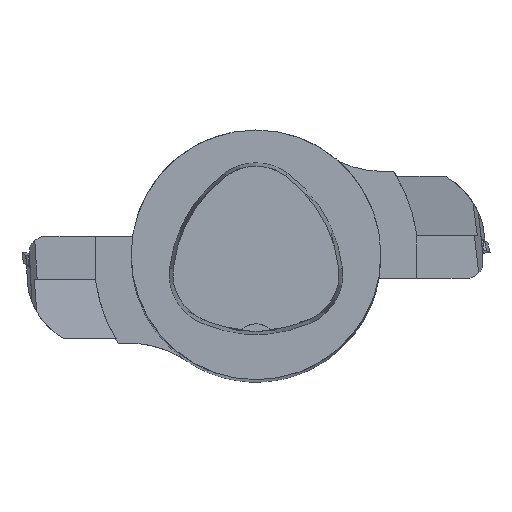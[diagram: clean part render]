
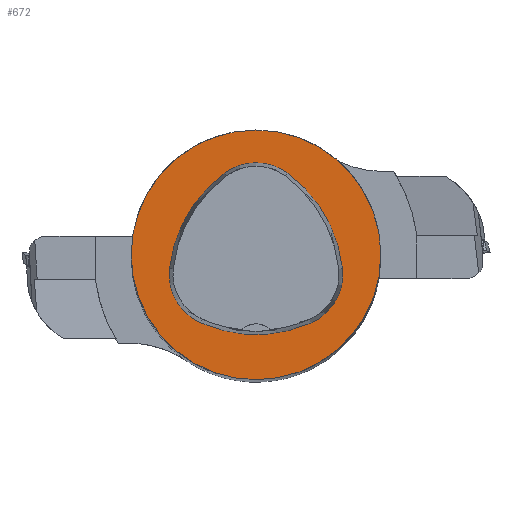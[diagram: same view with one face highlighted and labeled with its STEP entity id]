
A CAD part, top view. The second image highlights one B-rep face of the part: STEP entity #672.
In plain terms, the highlighted planar face has unit normal (0, 0, 1).
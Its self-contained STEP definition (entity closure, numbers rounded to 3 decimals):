
#350=FACE_BOUND('',#1298,.T.);
#351=FACE_BOUND('',#1299,.T.);
#438=CIRCLE('',#4831,40.);
#439=CIRCLE('',#4837,44.);
#441=CIRCLE('',#4840,17.);
#443=CIRCLE('',#4843,44.);
#445=CIRCLE('',#4846,17.);
#449=CIRCLE('',#4851,44.);
#451=CIRCLE('',#4854,17.);
#672=ADVANCED_FACE('',(#350,#351),#847,.T.);
#847=PLANE('',#4859);
#1298=EDGE_LOOP('',(#2390,#2391,#2392,#2393,#2394,#2395));
#1299=EDGE_LOOP('',(#2396));
#2390=ORIENTED_EDGE('',*,*,#3572,.T.);
#2391=ORIENTED_EDGE('',*,*,#3552,.T.);
#2392=ORIENTED_EDGE('',*,*,#3556,.T.);
#2393=ORIENTED_EDGE('',*,*,#3559,.T.);
#2394=ORIENTED_EDGE('',*,*,#3562,.T.);
#2395=ORIENTED_EDGE('',*,*,#3570,.T.);
#2396=ORIENTED_EDGE('',*,*,#3543,.F.);
#3009=VERTEX_POINT('',#7498);
#3018=VERTEX_POINT('',#7517);
#3019=VERTEX_POINT('',#7518);
#3022=VERTEX_POINT('',#7526);
#3024=VERTEX_POINT('',#7532);
#3026=VERTEX_POINT('',#7538);
#3033=VERTEX_POINT('',#7559);
#3543=EDGE_CURVE('',#3009,#3009,#438,.T.);
#3552=EDGE_CURVE('',#3018,#3019,#439,.T.);
#3556=EDGE_CURVE('',#3019,#3022,#441,.T.);
#3559=EDGE_CURVE('',#3022,#3024,#443,.T.);
#3562=EDGE_CURVE('',#3024,#3026,#445,.T.);
#3570=EDGE_CURVE('',#3026,#3033,#449,.T.);
#3572=EDGE_CURVE('',#3033,#3018,#451,.T.);
#4831=AXIS2_PLACEMENT_3D('',#7497,#5749,#5750);
#4837=AXIS2_PLACEMENT_3D('',#7516,#5765,#5766);
#4840=AXIS2_PLACEMENT_3D('',#7525,#5773,#5774);
#4843=AXIS2_PLACEMENT_3D('',#7531,#5780,#5781);
#4846=AXIS2_PLACEMENT_3D('',#7537,#5787,#5788);
#4851=AXIS2_PLACEMENT_3D('',#7560,#5799,#5800);
#4854=AXIS2_PLACEMENT_3D('',#7563,#5805,#5806);
#4859=AXIS2_PLACEMENT_3D('',#7568,#5815,#5816);
#5749=DIRECTION('',(0.,0.,-1.));
#5750=DIRECTION('',(-1.,0.,0.));
#5765=DIRECTION('',(0.,0.,-1.));
#5766=DIRECTION('',(-1.,0.,0.));
#5773=DIRECTION('',(0.,0.,-1.));
#5774=DIRECTION('',(-1.,0.,0.));
#5780=DIRECTION('',(0.,0.,-1.));
#5781=DIRECTION('',(-1.,0.,0.));
#5787=DIRECTION('',(0.,0.,-1.));
#5788=DIRECTION('',(-1.,0.,0.));
#5799=DIRECTION('',(0.,0.,-1.));
#5800=DIRECTION('',(-1.,0.,0.));
#5805=DIRECTION('',(0.,0.,-1.));
#5806=DIRECTION('',(-1.,0.,0.));
#5815=DIRECTION('',(0.,0.,1.));
#5816=DIRECTION('',(-1.,0.,0.));
#7497=CARTESIAN_POINT('',(0.,0.,0.));
#7498=CARTESIAN_POINT('',(-40.,0.,0.));
#7516=CARTESIAN_POINT('',(16.01,-9.224,0.));
#7517=CARTESIAN_POINT('',(-27.722,-4.378,0.));
#7518=CARTESIAN_POINT('',(-10.119,26.178,0.));
#7525=CARTESIAN_POINT('',(-0.023,12.5,0.));
#7526=CARTESIAN_POINT('',(10.049,26.194,0.));
#7531=CARTESIAN_POINT('',(-16.021,-9.25,0.));
#7532=CARTESIAN_POINT('',(27.71,-4.394,0.));
#7537=CARTESIAN_POINT('',(10.814,-6.27,0.));
#7538=CARTESIAN_POINT('',(17.611,-21.852,0.));
#7559=CARTESIAN_POINT('',(-17.652,-21.819,0.));
#7560=CARTESIAN_POINT('',(0.017,18.477,0.));
#7563=CARTESIAN_POINT('',(-10.825,-6.25,0.));
#7568=CARTESIAN_POINT('',(0.,0.,0.));
